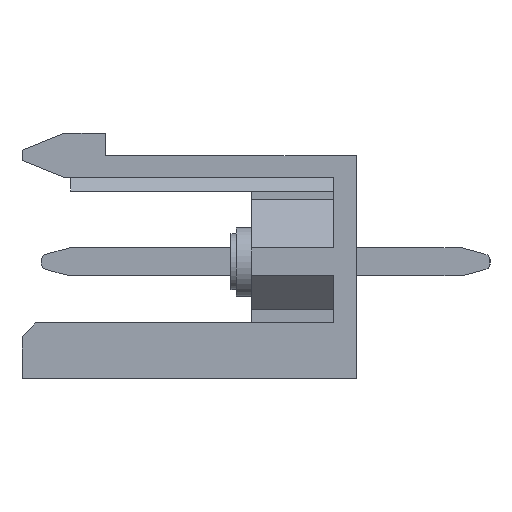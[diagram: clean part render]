
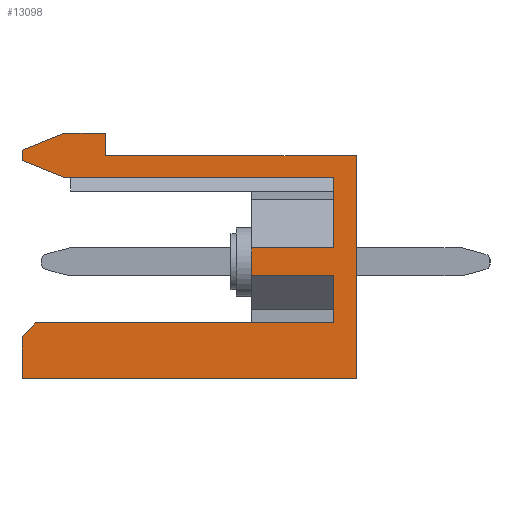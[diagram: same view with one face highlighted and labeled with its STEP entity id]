
A CAD part, left-side view. The second image highlights one B-rep face of the part: STEP entity #13098.
In plain terms, the highlighted planar face has unit normal (-1, 0, 0).
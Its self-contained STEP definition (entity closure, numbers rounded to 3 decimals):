
#539 = EDGE_CURVE ( 'NONE', #25539, #8875, #23136, .T. ) ;
#609 = DIRECTION ( 'NONE',  ( 0., 0., -1. ) ) ;
#689 = ORIENTED_EDGE ( 'NONE', *, *, #24886, .F. ) ;
#894 = LINE ( 'NONE', #2855, #1786 ) ;
#957 = VECTOR ( 'NONE', #17219, 1000. ) ;
#1237 = DIRECTION ( 'NONE',  ( 0., 0., 1. ) ) ;
#1241 = ORIENTED_EDGE ( 'NONE', *, *, #21255, .F. ) ;
#1773 = EDGE_CURVE ( 'NONE', #24633, #5063, #15986, .T. ) ;
#1786 = VECTOR ( 'NONE', #22653, 1000. ) ;
#2072 = CARTESIAN_POINT ( 'NONE',  ( 0., 0., 0. ) ) ;
#2227 = VECTOR ( 'NONE', #19681, 1000. ) ;
#2338 = VECTOR ( 'NONE', #23384, 1000. ) ;
#2447 = ORIENTED_EDGE ( 'NONE', *, *, #26506, .F. ) ;
#2449 = DIRECTION ( 'NONE',  ( 0., -1., 0. ) ) ;
#2598 = ORIENTED_EDGE ( 'NONE', *, *, #18824, .F. ) ;
#2706 = CARTESIAN_POINT ( 'NONE',  ( 0., 10.5, 0.8 ) ) ;
#2767 = CARTESIAN_POINT ( 'NONE',  ( 0., 0.8, -6. ) ) ;
#2855 = CARTESIAN_POINT ( 'NONE',  ( 0., 10.5, -0.77 ) ) ;
#2994 = ORIENTED_EDGE ( 'NONE', *, *, #16414, .F. ) ;
#3236 = CARTESIAN_POINT ( 'NONE',  ( 0., 10.5, -0.77 ) ) ;
#3242 = EDGE_CURVE ( 'NONE', #4112, #29617, #17246, .T. ) ;
#3664 = LINE ( 'NONE', #27181, #26209 ) ;
#4080 = DIRECTION ( 'NONE',  ( 0., 0.707, -0.707 ) ) ;
#4112 = VERTEX_POINT ( 'NONE', #16377 ) ;
#4156 = ORIENTED_EDGE ( 'NONE', *, *, #18245, .F. ) ;
#4620 = ORIENTED_EDGE ( 'NONE', *, *, #1773, .F. ) ;
#4858 = VECTOR ( 'NONE', #609, 1000. ) ;
#5037 = CARTESIAN_POINT ( 'NONE',  ( 0., 11.5, -6. ) ) ;
#5063 = VERTEX_POINT ( 'NONE', #2706 ) ;
#5731 = VERTEX_POINT ( 'NONE', #6469 ) ;
#5879 = CARTESIAN_POINT ( 'NONE',  ( 0., 0., 0. ) ) ;
#6170 = ORIENTED_EDGE ( 'NONE', *, *, #6207, .F. ) ;
#6207 = EDGE_CURVE ( 'NONE', #30267, #24633, #34869, .T. ) ;
#6277 = VERTEX_POINT ( 'NONE', #17582 ) ;
#6469 = CARTESIAN_POINT ( 'NONE',  ( 0., 0., -8. ) ) ;
#7888 = VERTEX_POINT ( 'NONE', #3236 ) ;
#8658 = CARTESIAN_POINT ( 'NONE',  ( 0., 12., -0.17 ) ) ;
#8730 = DIRECTION ( 'NONE',  ( 0., 0., -1. ) ) ;
#8841 = VERTEX_POINT ( 'NONE', #2767 ) ;
#8875 = VERTEX_POINT ( 'NONE', #28326 ) ;
#9132 = ORIENTED_EDGE ( 'NONE', *, *, #20783, .F. ) ;
#9345 = CARTESIAN_POINT ( 'NONE',  ( 0., 9.01, 0.8 ) ) ;
#9715 = VECTOR ( 'NONE', #4080, 1000. ) ;
#10194 = CARTESIAN_POINT ( 'NONE',  ( 0., 0.8, -3.31 ) ) ;
#10253 = DIRECTION ( 'NONE',  ( 0., 0., -1. ) ) ;
#10486 = CARTESIAN_POINT ( 'NONE',  ( 0., 9.01, 0.8 ) ) ;
#10691 = DIRECTION ( 'NONE',  ( 0., -1., 0. ) ) ;
#10793 = EDGE_CURVE ( 'NONE', #8841, #29617, #24890, .T. ) ;
#10818 = LINE ( 'NONE', #13838, #18356 ) ;
#11134 = ORIENTED_EDGE ( 'NONE', *, *, #26376, .F. ) ;
#11510 = DIRECTION ( 'NONE',  ( 0., 0., 1. ) ) ;
#12183 = ORIENTED_EDGE ( 'NONE', *, *, #539, .F. ) ;
#12633 = VECTOR ( 'NONE', #31277, 1000. ) ;
#13098 = ADVANCED_FACE ( 'NONE', ( #17082 ), #22843, .F. ) ;
#13209 = VECTOR ( 'NONE', #24082, 1000. ) ;
#13838 = CARTESIAN_POINT ( 'NONE',  ( 0., 0., -8. ) ) ;
#14102 = VERTEX_POINT ( 'NONE', #34960 ) ;
#14186 = ORIENTED_EDGE ( 'NONE', *, *, #18392, .F. ) ;
#14734 = EDGE_CURVE ( 'NONE', #6277, #4112, #3664, .T. ) ;
#15373 = VERTEX_POINT ( 'NONE', #2072 ) ;
#15421 = LINE ( 'NONE', #21958, #22069 ) ;
#15587 = VECTOR ( 'NONE', #18497, 1000. ) ;
#15630 = ORIENTED_EDGE ( 'NONE', *, *, #14734, .T. ) ;
#15986 = LINE ( 'NONE', #19507, #2227 ) ;
#16377 = CARTESIAN_POINT ( 'NONE',  ( 0., 3.75, -4.31 ) ) ;
#16414 = EDGE_CURVE ( 'NONE', #25089, #14102, #33538, .T. ) ;
#16755 = CARTESIAN_POINT ( 'NONE',  ( 0., 12., -6.5 ) ) ;
#16877 = ORIENTED_EDGE ( 'NONE', *, *, #3242, .T. ) ;
#16993 = CARTESIAN_POINT ( 'NONE',  ( 0., 0.8, -0.77 ) ) ;
#17009 = CARTESIAN_POINT ( 'NONE',  ( 0., 12., -0.17 ) ) ;
#17082 = FACE_OUTER_BOUND ( 'NONE', #21035, .T. ) ;
#17219 = DIRECTION ( 'NONE',  ( 0., -1., 0. ) ) ;
#17246 = LINE ( 'NONE', #25071, #18113 ) ;
#17435 = LINE ( 'NONE', #29510, #24045 ) ;
#17582 = CARTESIAN_POINT ( 'NONE',  ( 0., 3.75, -3.31 ) ) ;
#18113 = VECTOR ( 'NONE', #2449, 1000. ) ;
#18245 = EDGE_CURVE ( 'NONE', #5063, #25089, #20769, .T. ) ;
#18356 = VECTOR ( 'NONE', #30746, 1000. ) ;
#18389 = CARTESIAN_POINT ( 'NONE',  ( 0., 10.5, 0.8 ) ) ;
#18392 = EDGE_CURVE ( 'NONE', #6277, #25539, #15421, .T. ) ;
#18481 = DIRECTION ( 'NONE',  ( 0., -1., 0. ) ) ;
#18497 = DIRECTION ( 'NONE',  ( 0., 0., 1. ) ) ;
#18561 = CARTESIAN_POINT ( 'NONE',  ( 0., 0.8, -4.31 ) ) ;
#18679 = VERTEX_POINT ( 'NONE', #31904 ) ;
#18824 = EDGE_CURVE ( 'NONE', #14102, #15373, #22935, .T. ) ;
#19507 = CARTESIAN_POINT ( 'NONE',  ( 0., 10.5, 0.8 ) ) ;
#19681 = DIRECTION ( 'NONE',  ( 0., -0.928, 0.371 ) ) ;
#20419 = CARTESIAN_POINT ( 'NONE',  ( 0., 0., 0. ) ) ;
#20541 = CARTESIAN_POINT ( 'NONE',  ( 0., 0.8, -0.77 ) ) ;
#20769 = LINE ( 'NONE', #18389, #13209 ) ;
#20771 = ORIENTED_EDGE ( 'NONE', *, *, #10793, .F. ) ;
#20783 = EDGE_CURVE ( 'NONE', #7888, #30267, #27647, .T. ) ;
#21018 = CARTESIAN_POINT ( 'NONE',  ( 0., 11.5, -6. ) ) ;
#21035 = EDGE_LOOP ( 'NONE', ( #21897, #26368, #689, #1241, #2447, #2598, #2994, #4156, #4620, #6170, #9132, #11134, #12183, #14186, #15630, #16877, #20771 ) ) ;
#21255 = EDGE_CURVE ( 'NONE', #5731, #18679, #10818, .T. ) ;
#21897 = ORIENTED_EDGE ( 'NONE', *, *, #22786, .F. ) ;
#21958 = CARTESIAN_POINT ( 'NONE',  ( 0., 3.75, -3.31 ) ) ;
#22069 = VECTOR ( 'NONE', #10691, 1000. ) ;
#22653 = DIRECTION ( 'NONE',  ( 0., 1., 0. ) ) ;
#22786 = EDGE_CURVE ( 'NONE', #29742, #8841, #30114, .T. ) ;
#22843 = PLANE ( 'NONE',  #22946 ) ;
#22935 = LINE ( 'NONE', #35303, #23827 ) ;
#22946 = AXIS2_PLACEMENT_3D ( 'NONE', #5879, #25664, #8730 ) ;
#23136 = LINE ( 'NONE', #16993, #15587 ) ;
#23384 = DIRECTION ( 'NONE',  ( 0., 0., 1. ) ) ;
#23827 = VECTOR ( 'NONE', #18481, 1000. ) ;
#24045 = VECTOR ( 'NONE', #1237, 1000. ) ;
#24082 = DIRECTION ( 'NONE',  ( 0., -1., 0. ) ) ;
#24633 = VERTEX_POINT ( 'NONE', #31250 ) ;
#24886 = EDGE_CURVE ( 'NONE', #18679, #29918, #17435, .T. ) ;
#24890 = LINE ( 'NONE', #20541, #2338 ) ;
#25071 = CARTESIAN_POINT ( 'NONE',  ( 0., 3.75, -4.31 ) ) ;
#25089 = VERTEX_POINT ( 'NONE', #10486 ) ;
#25539 = VERTEX_POINT ( 'NONE', #10194 ) ;
#25664 = DIRECTION ( 'NONE',  ( 1., 0., 0. ) ) ;
#26073 = VECTOR ( 'NONE', #29106, 1000. ) ;
#26209 = VECTOR ( 'NONE', #10253, 1000. ) ;
#26368 = ORIENTED_EDGE ( 'NONE', *, *, #26620, .T. ) ;
#26376 = EDGE_CURVE ( 'NONE', #8875, #7888, #894, .T. ) ;
#26506 = EDGE_CURVE ( 'NONE', #15373, #5731, #33116, .T. ) ;
#26620 = EDGE_CURVE ( 'NONE', #29742, #29918, #29586, .T. ) ;
#27181 = CARTESIAN_POINT ( 'NONE',  ( 0., 3.75, -3.31 ) ) ;
#27316 = CARTESIAN_POINT ( 'NONE',  ( 0., 12., -0.17 ) ) ;
#27647 = LINE ( 'NONE', #17009, #12633 ) ;
#28326 = CARTESIAN_POINT ( 'NONE',  ( 0., 0.8, -0.77 ) ) ;
#29106 = DIRECTION ( 'NONE',  ( 0., 0., -1. ) ) ;
#29510 = CARTESIAN_POINT ( 'NONE',  ( 0., 12., -8. ) ) ;
#29586 = LINE ( 'NONE', #21018, #9715 ) ;
#29617 = VERTEX_POINT ( 'NONE', #18561 ) ;
#29742 = VERTEX_POINT ( 'NONE', #5037 ) ;
#29918 = VERTEX_POINT ( 'NONE', #16755 ) ;
#30114 = LINE ( 'NONE', #31225, #957 ) ;
#30267 = VERTEX_POINT ( 'NONE', #27316 ) ;
#30746 = DIRECTION ( 'NONE',  ( 0., 1., 0. ) ) ;
#31225 = CARTESIAN_POINT ( 'NONE',  ( 0., 0.8, -6. ) ) ;
#31250 = CARTESIAN_POINT ( 'NONE',  ( 0., 12., 0.2 ) ) ;
#31277 = DIRECTION ( 'NONE',  ( 0., 0.928, 0.371 ) ) ;
#31904 = CARTESIAN_POINT ( 'NONE',  ( 0., 12., -8. ) ) ;
#33116 = LINE ( 'NONE', #20419, #4858 ) ;
#33538 = LINE ( 'NONE', #9345, #26073 ) ;
#34001 = VECTOR ( 'NONE', #11510, 1000. ) ;
#34869 = LINE ( 'NONE', #8658, #34001 ) ;
#34960 = CARTESIAN_POINT ( 'NONE',  ( 0., 9.01, 0. ) ) ;
#35303 = CARTESIAN_POINT ( 'NONE',  ( 0., 9.01, 0. ) ) ;
